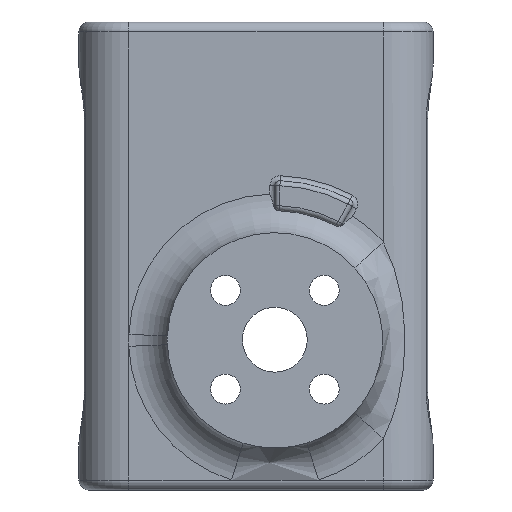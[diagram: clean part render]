
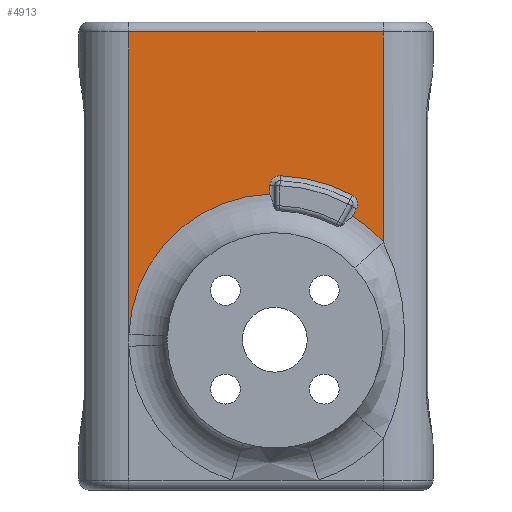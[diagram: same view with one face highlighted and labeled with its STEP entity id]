
A CAD part, left-side view. The second image highlights one B-rep face of the part: STEP entity #4913.
In plain terms, the highlighted planar face has unit normal (-1, 0, 0).
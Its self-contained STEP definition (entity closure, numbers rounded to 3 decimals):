
#86=PLANE('',#5243);
#178=LINE('',#7338,#453);
#179=LINE('',#7341,#454);
#183=LINE('',#7353,#458);
#184=LINE('',#7354,#459);
#185=LINE('',#7356,#460);
#453=VECTOR('',#5794,1000.);
#454=VECTOR('',#5797,1000.);
#458=VECTOR('',#5809,10.);
#459=VECTOR('',#5810,1000.);
#460=VECTOR('',#5811,1000.);
#872=FACE_OUTER_BOUND('',#1182,.T.);
#1182=EDGE_LOOP('',(#3337,#3338,#3339,#3340,#3341,#3342,#3343,#3344,#3345,
#3346));
#1526=CIRCLE('',#5218,14.661);
#1530=CIRCLE('',#5222,14.661);
#1546=CIRCLE('',#5244,1.);
#1547=CIRCLE('',#5245,16.5);
#1548=CIRCLE('',#5246,1.);
#2029=VERTEX_POINT('',#7073);
#2034=VERTEX_POINT('',#7107);
#2035=VERTEX_POINT('',#7116);
#2038=VERTEX_POINT('',#7122);
#2054=VERTEX_POINT('',#7336);
#2055=VERTEX_POINT('',#7340);
#2059=VERTEX_POINT('',#7352);
#2060=VERTEX_POINT('',#7355);
#2061=VERTEX_POINT('',#7357);
#2062=VERTEX_POINT('',#7359);
#2514=EDGE_CURVE('',#2035,#2034,#1526,.T.);
#2518=EDGE_CURVE('',#2029,#2038,#1530,.T.);
#2541=EDGE_CURVE('',#2038,#2054,#178,.T.);
#2542=EDGE_CURVE('',#2055,#2029,#179,.T.);
#2548=EDGE_CURVE('',#2054,#2059,#183,.T.);
#2549=EDGE_CURVE('',#2059,#2035,#184,.T.);
#2550=EDGE_CURVE('',#2034,#2060,#185,.T.);
#2551=EDGE_CURVE('',#2060,#2061,#1546,.T.);
#2552=EDGE_CURVE('',#2061,#2062,#1547,.T.);
#2553=EDGE_CURVE('',#2062,#2055,#1548,.T.);
#3337=ORIENTED_EDGE('',*,*,#2518,.T.);
#3338=ORIENTED_EDGE('',*,*,#2541,.T.);
#3339=ORIENTED_EDGE('',*,*,#2548,.T.);
#3340=ORIENTED_EDGE('',*,*,#2549,.T.);
#3341=ORIENTED_EDGE('',*,*,#2514,.T.);
#3342=ORIENTED_EDGE('',*,*,#2550,.T.);
#3343=ORIENTED_EDGE('',*,*,#2551,.T.);
#3344=ORIENTED_EDGE('',*,*,#2552,.T.);
#3345=ORIENTED_EDGE('',*,*,#2553,.T.);
#3346=ORIENTED_EDGE('',*,*,#2542,.T.);
#4913=ADVANCED_FACE('',(#872),#86,.F.);
#5218=AXIS2_PLACEMENT_3D('',#7117,#5748,#5749);
#5222=AXIS2_PLACEMENT_3D('',#7124,#5756,#5757);
#5243=AXIS2_PLACEMENT_3D('',#7351,#5807,#5808);
#5244=AXIS2_PLACEMENT_3D('',#7358,#5812,#5813);
#5245=AXIS2_PLACEMENT_3D('',#7360,#5814,#5815);
#5246=AXIS2_PLACEMENT_3D('',#7361,#5816,#5817);
#5748=DIRECTION('center_axis',(1.,0.,0.));
#5749=DIRECTION('ref_axis',(0.,0.638,-0.77));
#5756=DIRECTION('center_axis',(1.,0.,0.));
#5757=DIRECTION('ref_axis',(0.,0.638,-0.77));
#5794=DIRECTION('',(0.,0.,1.));
#5797=DIRECTION('',(0.,0.5,-0.866));
#5807=DIRECTION('center_axis',(1.,0.,0.));
#5808=DIRECTION('ref_axis',(0.,0.,1.));
#5809=DIRECTION('',(0.,1.,0.));
#5810=DIRECTION('',(0.,0.,-1.));
#5811=DIRECTION('',(0.,0.,1.));
#5812=DIRECTION('center_axis',(1.,0.,0.));
#5813=DIRECTION('ref_axis',(0.,0.,1.));
#5814=DIRECTION('center_axis',(1.,0.,0.));
#5815=DIRECTION('ref_axis',(0.,0.,1.));
#5816=DIRECTION('center_axis',(1.,0.,0.));
#5817=DIRECTION('ref_axis',(0.,0.,1.));
#7073=CARTESIAN_POINT('',(27.,-7.759,3.94));
#7107=CARTESIAN_POINT('',(27.,0.5,6.153));
#7116=CARTESIAN_POINT('',(27.,14.649,-7.902));
#7117=CARTESIAN_POINT('Origin',(27.,0.,-8.5));
#7122=CARTESIAN_POINT('',(27.,-10.853,1.357));
#7124=CARTESIAN_POINT('Origin',(27.,0.,-8.5));
#7336=CARTESIAN_POINT('',(27.,-10.853,22.4));
#7338=CARTESIAN_POINT('',(27.,-10.853,23.5));
#7340=CARTESIAN_POINT('',(27.,-8.179,4.666));
#7341=CARTESIAN_POINT('',(27.,-18.789,23.044));
#7351=CARTESIAN_POINT('Origin',(27.,-18.,23.5));
#7352=CARTESIAN_POINT('',(27.,14.649,22.4));
#7353=CARTESIAN_POINT('',(27.,-15.918,22.4));
#7354=CARTESIAN_POINT('',(27.,14.649,23.5));
#7355=CARTESIAN_POINT('',(27.,0.5,6.992));
#7356=CARTESIAN_POINT('',(27.,0.5,6.992));
#7357=CARTESIAN_POINT('',(27.,-0.532,7.991));
#7358=CARTESIAN_POINT('Origin',(27.,-0.5,6.992));
#7359=CARTESIAN_POINT('',(27.,-7.785,6.048));
#7360=CARTESIAN_POINT('Origin',(27.,0.,-8.5));
#7361=CARTESIAN_POINT('Origin',(27.,-7.313,5.166));
